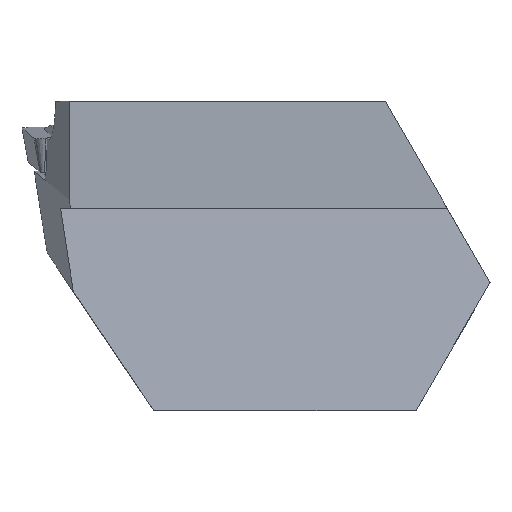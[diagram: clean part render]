
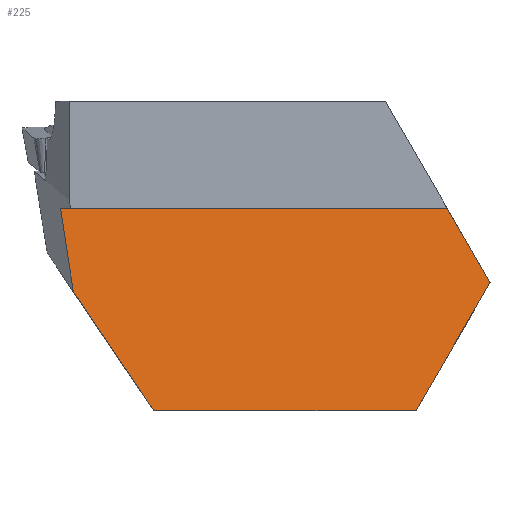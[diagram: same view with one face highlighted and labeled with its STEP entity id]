
A CAD part, top view. The second image highlights one B-rep face of the part: STEP entity #225.
In plain terms, the highlighted planar face has unit normal (0, 0.139, 0.99).
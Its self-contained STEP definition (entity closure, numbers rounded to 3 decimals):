
#225=ADVANCED_FACE('',(#339),#293,.T.);
#293=PLANE('',#1448);
#339=FACE_OUTER_BOUND('',#382,.T.);
#382=EDGE_LOOP('',(#536,#537,#538,#539,#540,#541));
#536=ORIENTED_EDGE('',*,*,#979,.F.);
#537=ORIENTED_EDGE('',*,*,#997,.T.);
#538=ORIENTED_EDGE('',*,*,#998,.T.);
#539=ORIENTED_EDGE('',*,*,#999,.T.);
#540=ORIENTED_EDGE('',*,*,#1000,.T.);
#541=ORIENTED_EDGE('',*,*,#972,.T.);
#836=VERTEX_POINT('',#1966);
#837=VERTEX_POINT('',#1968);
#842=VERTEX_POINT('',#1980);
#852=VERTEX_POINT('',#2015);
#853=VERTEX_POINT('',#2017);
#854=VERTEX_POINT('',#2019);
#972=EDGE_CURVE('',#837,#836,#1143,.T.);
#979=EDGE_CURVE('',#842,#836,#1150,.T.);
#997=EDGE_CURVE('',#842,#852,#1166,.T.);
#998=EDGE_CURVE('',#852,#853,#1167,.T.);
#999=EDGE_CURVE('',#853,#854,#1168,.T.);
#1000=EDGE_CURVE('',#854,#837,#1169,.T.);
#1143=LINE('',#1967,#1271);
#1150=LINE('',#1981,#1278);
#1166=LINE('',#2014,#1294);
#1167=LINE('',#2016,#1295);
#1168=LINE('',#2018,#1296);
#1169=LINE('',#2020,#1297);
#1271=VECTOR('',#1591,1.);
#1278=VECTOR('',#1600,1.);
#1294=VECTOR('',#1632,1.);
#1295=VECTOR('',#1633,1.);
#1296=VECTOR('',#1634,1.);
#1297=VECTOR('',#1635,1.);
#1448=AXIS2_PLACEMENT_3D('',#2021,#1636,#1637);
#1591=DIRECTION('',(0.15,-0.979,0.138));
#1600=DIRECTION('',(-0.555,0.823,-0.116));
#1632=DIRECTION('',(1.,0.,0.));
#1633=DIRECTION('',(0.496,0.86,-0.121));
#1634=DIRECTION('',(-0.496,0.86,-0.121));
#1635=DIRECTION('',(-1.,0.,0.));
#1636=DIRECTION('',(0.,0.139,0.99));
#1637=DIRECTION('',(0.,-0.99,0.139));
#1966=CARTESIAN_POINT('',(-37.468,-13.754,1.09));
#1967=CARTESIAN_POINT('',(-38.253,-8.644,0.372));
#1968=CARTESIAN_POINT('',(-38.659,-6.,0.));
#1980=CARTESIAN_POINT('',(-29.95,-24.9,2.656));
#1981=CARTESIAN_POINT('',(-35.913,-16.059,1.414));
#2014=CARTESIAN_POINT('',(-20.706,-24.9,2.656));
#2015=CARTESIAN_POINT('',(-5.424,-24.9,2.656));
#2016=CARTESIAN_POINT('',(-3.915,-22.287,2.289));
#2017=CARTESIAN_POINT('',(1.476,-12.949,0.977));
#2018=CARTESIAN_POINT('',(-7.012,1.753,-1.09));
#2019=CARTESIAN_POINT('',(-2.536,-6.,0.));
#2020=CARTESIAN_POINT('',(-43.,-6.,0.));
#2021=CARTESIAN_POINT('',(-20.706,-6.,0.));
